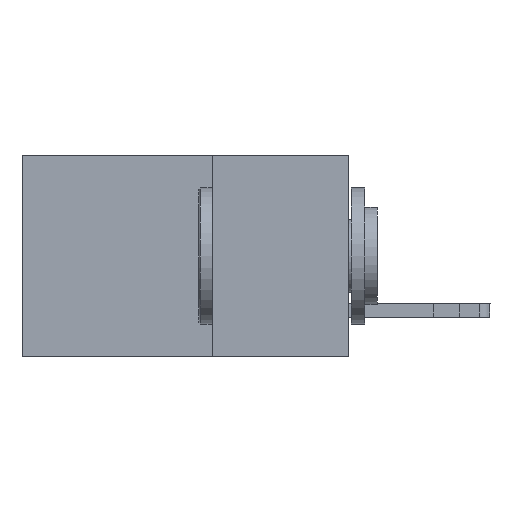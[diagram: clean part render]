
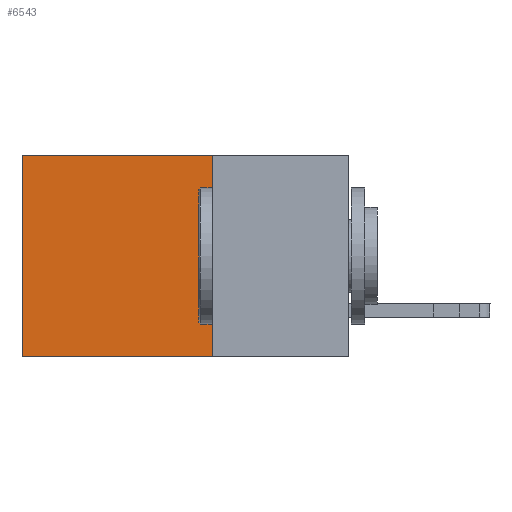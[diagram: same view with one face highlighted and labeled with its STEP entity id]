
A CAD part, left-side view. The second image highlights one B-rep face of the part: STEP entity #6543.
In plain terms, the highlighted planar face has unit normal (-1, 0, 0).
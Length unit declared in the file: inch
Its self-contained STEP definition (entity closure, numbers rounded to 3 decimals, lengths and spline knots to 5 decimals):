
#657 = VECTOR ( 'NONE', #3969, 39.37008 ) ;
#1023 = LINE ( 'NONE', #10459, #12347 ) ;
#1405 = VECTOR ( 'NONE', #2830, 39.37008 ) ;
#1617 = EDGE_LOOP ( 'NONE', ( #13184, #15045, #15531, #3310 ) ) ;
#2590 = EDGE_CURVE ( 'NONE', #6525, #15503, #5357, .T. ) ;
#2830 = DIRECTION ( 'NONE',  ( 0., 1., 0. ) ) ;
#2956 = CARTESIAN_POINT ( 'NONE',  ( 0.2615, 0.25, 0. ) ) ;
#3195 = LINE ( 'NONE', #4730, #18390 ) ;
#3310 = ORIENTED_EDGE ( 'NONE', *, *, #2590, .T. ) ;
#3969 = DIRECTION ( 'NONE',  ( 0., 0., -1. ) ) ;
#4012 = AXIS2_PLACEMENT_3D ( 'NONE', #16519, #16234, #16060 ) ;
#4246 = EDGE_CURVE ( 'NONE', #4651, #7617, #3195, .T. ) ;
#4600 = LINE ( 'NONE', #18556, #657 ) ;
#4651 = VERTEX_POINT ( 'NONE', #12730 ) ;
#4730 = CARTESIAN_POINT ( 'NONE',  ( 0.2615, 0.25, -0.37 ) ) ;
#5062 = DIRECTION ( 'NONE',  ( 0., 1., 0. ) ) ;
#5357 = LINE ( 'NONE', #2956, #1405 ) ;
#6003 = DIRECTION ( 'NONE',  ( 0., 0., -1. ) ) ;
#6525 = VERTEX_POINT ( 'NONE', #17064 ) ;
#6543 = ADVANCED_FACE ( 'NONE', ( #6878 ), #16885, .F. ) ;
#6878 = FACE_OUTER_BOUND ( 'NONE', #1617, .T. ) ;
#7617 = VERTEX_POINT ( 'NONE', #8665 ) ;
#8665 = CARTESIAN_POINT ( 'NONE',  ( 0.2615, 0.6, -0.37 ) ) ;
#9274 = CARTESIAN_POINT ( 'NONE',  ( 0.2615, 0.6, 0. ) ) ;
#10459 = CARTESIAN_POINT ( 'NONE',  ( 0.2615, 0.25, -0.37 ) ) ;
#12347 = VECTOR ( 'NONE', #6003, 39.37008 ) ;
#12730 = CARTESIAN_POINT ( 'NONE',  ( 0.2615, 0.25, -0.37 ) ) ;
#13184 = ORIENTED_EDGE ( 'NONE', *, *, #17917, .T. ) ;
#14813 = EDGE_CURVE ( 'NONE', #6525, #4651, #1023, .T. ) ;
#15045 = ORIENTED_EDGE ( 'NONE', *, *, #4246, .F. ) ;
#15503 = VERTEX_POINT ( 'NONE', #9274 ) ;
#15531 = ORIENTED_EDGE ( 'NONE', *, *, #14813, .F. ) ;
#16060 = DIRECTION ( 'NONE',  ( 0., 0., -1. ) ) ;
#16234 = DIRECTION ( 'NONE',  ( 1., 0., 0. ) ) ;
#16519 = CARTESIAN_POINT ( 'NONE',  ( 0.2615, 0.25, -0.37 ) ) ;
#16885 = PLANE ( 'NONE',  #4012 ) ;
#17064 = CARTESIAN_POINT ( 'NONE',  ( 0.2615, 0.25, 0. ) ) ;
#17917 = EDGE_CURVE ( 'NONE', #15503, #7617, #4600, .T. ) ;
#18390 = VECTOR ( 'NONE', #5062, 39.37008 ) ;
#18556 = CARTESIAN_POINT ( 'NONE',  ( 0.2615, 0.6, -0.37 ) ) ;
